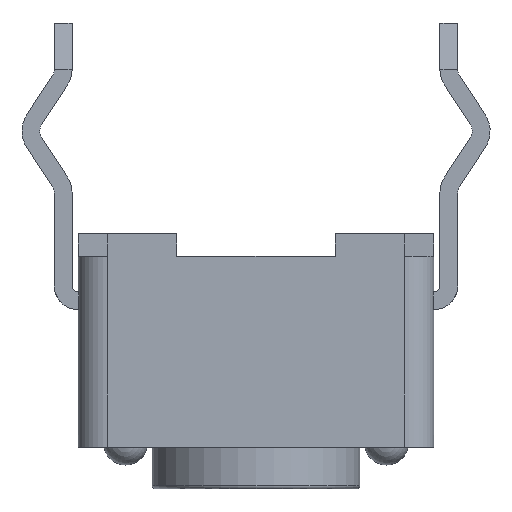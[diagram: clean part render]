
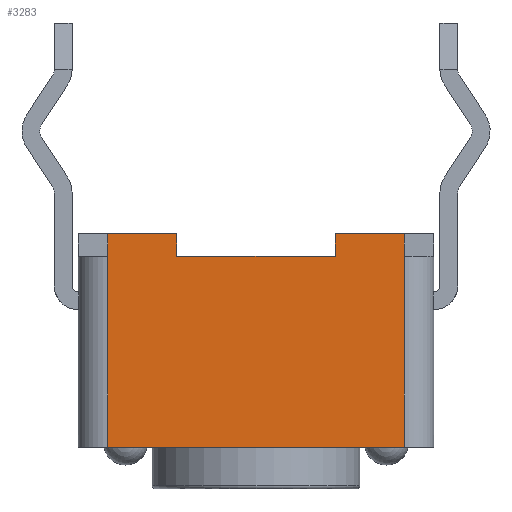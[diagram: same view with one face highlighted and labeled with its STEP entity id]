
A CAD part, front view. The second image highlights one B-rep face of the part: STEP entity #3283.
In plain terms, the highlighted face is planar.
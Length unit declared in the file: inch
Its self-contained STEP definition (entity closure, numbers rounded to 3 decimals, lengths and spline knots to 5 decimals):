
#9 = VERTEX_POINT ( 'NONE', #7588 ) ;
#298 = ORIENTED_EDGE ( 'NONE', *, *, #3898, .T. ) ;
#536 = CARTESIAN_POINT ( 'NONE',  ( 0.05276, 0.01496, -0.11811 ) ) ;
#561 = VERTEX_POINT ( 'NONE', #5997 ) ;
#596 = EDGE_CURVE ( 'NONE', #561, #2491, #6470, .T. ) ;
#639 = ORIENTED_EDGE ( 'NONE', *, *, #1585, .T. ) ;
#730 = ORIENTED_EDGE ( 'NONE', *, *, #596, .T. ) ;
#770 = ORIENTED_EDGE ( 'NONE', *, *, #1391, .F. ) ;
#803 = ORIENTED_EDGE ( 'NONE', *, *, #2684, .F. ) ;
#846 = CARTESIAN_POINT ( 'NONE',  ( 0.09843, 0., -0.11811 ) ) ;
#918 = VECTOR ( 'NONE', #4318, 39.37008 ) ;
#932 = DIRECTION ( 'NONE',  ( 0., 0., -1. ) ) ;
#964 = VECTOR ( 'NONE', #4459, 39.37008 ) ;
#987 = VECTOR ( 'NONE', #2368, 39.37008 ) ;
#1391 = EDGE_CURVE ( 'NONE', #6971, #6658, #7083, .T. ) ;
#1474 = LINE ( 'NONE', #846, #1772 ) ;
#1494 = LINE ( 'NONE', #5075, #5315 ) ;
#1585 = EDGE_CURVE ( 'NONE', #9, #6658, #1474, .T. ) ;
#1643 = PLANE ( 'NONE',  #5307 ) ;
#1667 = VECTOR ( 'NONE', #4903, 39.37008 ) ;
#1720 = LINE ( 'NONE', #536, #4485 ) ;
#1772 = VECTOR ( 'NONE', #6198, 39.37008 ) ;
#1876 = LINE ( 'NONE', #7273, #918 ) ;
#1886 = EDGE_CURVE ( 'NONE', #2593, #2491, #3200, .T. ) ;
#1968 = CARTESIAN_POINT ( 'NONE',  ( -0.09843, 0., -0.11811 ) ) ;
#2017 = DIRECTION ( 'NONE',  ( 0., 1., 0. ) ) ;
#2268 = EDGE_CURVE ( 'NONE', #561, #5835, #5605, .T. ) ;
#2368 = DIRECTION ( 'NONE',  ( 0., -1., 0. ) ) ;
#2402 = CARTESIAN_POINT ( 'NONE',  ( 0.05276, 0., -0.11811 ) ) ;
#2491 = VERTEX_POINT ( 'NONE', #4923 ) ;
#2593 = VERTEX_POINT ( 'NONE', #5984 ) ;
#2679 = VERTEX_POINT ( 'NONE', #1968 ) ;
#2684 = EDGE_CURVE ( 'NONE', #5835, #2679, #1494, .T. ) ;
#2892 = ORIENTED_EDGE ( 'NONE', *, *, #2268, .F. ) ;
#2971 = CARTESIAN_POINT ( 'NONE',  ( -0.09843, 0.01496, -0.11811 ) ) ;
#3089 = VECTOR ( 'NONE', #2017, 39.37008 ) ;
#3200 = LINE ( 'NONE', #5600, #3089 ) ;
#3224 = VECTOR ( 'NONE', #6597, 39.37008 ) ;
#3240 = CARTESIAN_POINT ( 'NONE',  ( -0.05276, 0., -0.11811 ) ) ;
#3283 = ADVANCED_FACE ( 'NONE', ( #4515 ), #1643, .T. ) ;
#3338 = DIRECTION ( 'NONE',  ( 1., 0., 0. ) ) ;
#3340 = CARTESIAN_POINT ( 'NONE',  ( 0.05276, 0.01496, -0.11811 ) ) ;
#3346 = EDGE_CURVE ( 'NONE', #7779, #4936, #7789, .T. ) ;
#3392 = EDGE_CURVE ( 'NONE', #6971, #7779, #1720, .T. ) ;
#3700 = ORIENTED_EDGE ( 'NONE', *, *, #3346, .T. ) ;
#3898 = EDGE_CURVE ( 'NONE', #4936, #2679, #5640, .T. ) ;
#3928 = CARTESIAN_POINT ( 'NONE',  ( -0.10827, -0.00709, -0.11811 ) ) ;
#4035 = CARTESIAN_POINT ( 'NONE',  ( -0.05276, 0.01496, -0.11811 ) ) ;
#4192 = EDGE_CURVE ( 'NONE', #2593, #9, #1876, .T. ) ;
#4318 = DIRECTION ( 'NONE',  ( 0., -1., 0. ) ) ;
#4459 = DIRECTION ( 'NONE',  ( -1., 0., 0. ) ) ;
#4485 = VECTOR ( 'NONE', #7743, 39.37008 ) ;
#4515 = FACE_OUTER_BOUND ( 'NONE', #7008, .T. ) ;
#4647 = CARTESIAN_POINT ( 'NONE',  ( 0.05276, 0.01496, -0.11811 ) ) ;
#4775 = CARTESIAN_POINT ( 'NONE',  ( -0.05276, 0., -0.11811 ) ) ;
#4903 = DIRECTION ( 'NONE',  ( 0., -1., 0. ) ) ;
#4923 = CARTESIAN_POINT ( 'NONE',  ( 0.09843, 0.14173, -0.11811 ) ) ;
#4936 = VERTEX_POINT ( 'NONE', #4775 ) ;
#5075 = CARTESIAN_POINT ( 'NONE',  ( -0.09843, 0.01496, -0.11811 ) ) ;
#5307 = AXIS2_PLACEMENT_3D ( 'NONE', #3928, #932, #3338 ) ;
#5315 = VECTOR ( 'NONE', #7437, 39.37008 ) ;
#5413 = DIRECTION ( 'NONE',  ( 1., 0., 0. ) ) ;
#5424 = CARTESIAN_POINT ( 'NONE',  ( -0.05276, 0.01496, -0.11811 ) ) ;
#5600 = CARTESIAN_POINT ( 'NONE',  ( 0.09843, 0.01496, -0.11811 ) ) ;
#5605 = LINE ( 'NONE', #6780, #1667 ) ;
#5640 = LINE ( 'NONE', #3240, #964 ) ;
#5835 = VERTEX_POINT ( 'NONE', #2971 ) ;
#5904 = ORIENTED_EDGE ( 'NONE', *, *, #3392, .T. ) ;
#5984 = CARTESIAN_POINT ( 'NONE',  ( 0.09843, 0.01496, -0.11811 ) ) ;
#5997 = CARTESIAN_POINT ( 'NONE',  ( -0.09843, 0.14173, -0.11811 ) ) ;
#6198 = DIRECTION ( 'NONE',  ( -1., 0., 0. ) ) ;
#6470 = LINE ( 'NONE', #6623, #6569 ) ;
#6569 = VECTOR ( 'NONE', #5413, 39.37008 ) ;
#6597 = DIRECTION ( 'NONE',  ( 0., -1., 0. ) ) ;
#6623 = CARTESIAN_POINT ( 'NONE',  ( -0.09843, 0.14173, -0.11811 ) ) ;
#6658 = VERTEX_POINT ( 'NONE', #2402 ) ;
#6780 = CARTESIAN_POINT ( 'NONE',  ( -0.09843, 0.14173, -0.11811 ) ) ;
#6963 = ORIENTED_EDGE ( 'NONE', *, *, #1886, .F. ) ;
#6971 = VERTEX_POINT ( 'NONE', #3340 ) ;
#7008 = EDGE_LOOP ( 'NONE', ( #2892, #730, #6963, #7630, #639, #770, #5904, #3700, #298, #803 ) ) ;
#7083 = LINE ( 'NONE', #4647, #987 ) ;
#7273 = CARTESIAN_POINT ( 'NONE',  ( 0.09843, 0.01496, -0.11811 ) ) ;
#7437 = DIRECTION ( 'NONE',  ( 0., -1., 0. ) ) ;
#7588 = CARTESIAN_POINT ( 'NONE',  ( 0.09843, 0., -0.11811 ) ) ;
#7630 = ORIENTED_EDGE ( 'NONE', *, *, #4192, .T. ) ;
#7743 = DIRECTION ( 'NONE',  ( -1., 0., 0. ) ) ;
#7779 = VERTEX_POINT ( 'NONE', #4035 ) ;
#7789 = LINE ( 'NONE', #5424, #3224 ) ;
